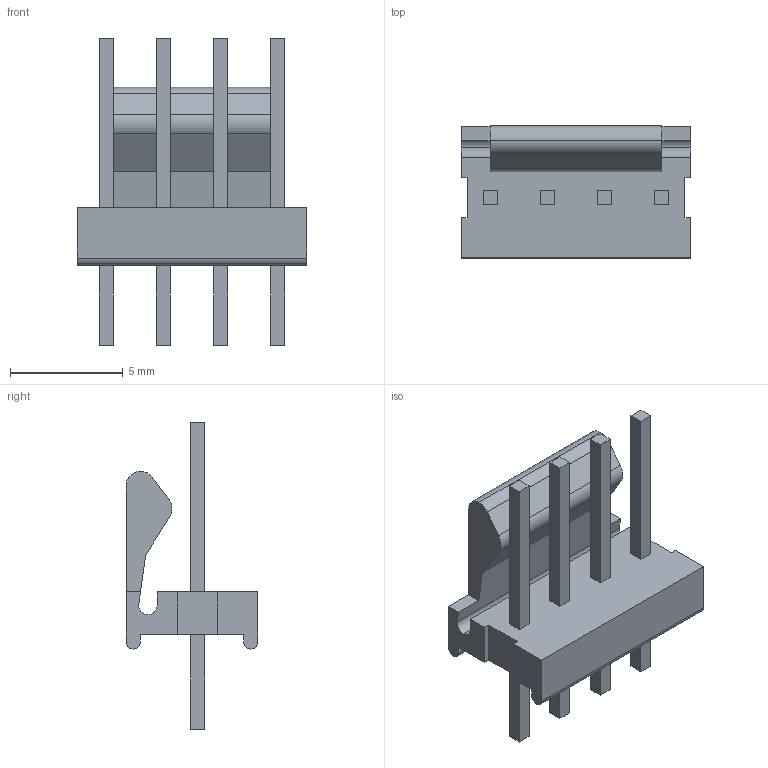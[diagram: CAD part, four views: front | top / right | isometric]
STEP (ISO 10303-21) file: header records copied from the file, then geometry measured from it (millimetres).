
FILE_DESCRIPTION(('STEP AP242'),'1');
FILE_NAME('3-641215-4.stp','2022-08-02T18:08:46',('TraceParts'),('TraceParts S.A.'),'Spatial InterOp 3D',' ',' ');
FILE_SCHEMA(('AP242_MANAGED_MODEL_BASED_3D_ENGINEERING_MIM_LF {1 0 10303 442 1 1 4}'));
Length unit declared in the file: millimetre
Products named in the file (1): 3-641215-4
Bounding box: 10.16 x 5.84 x 13.59 mm (x, y, z)
Volume: 181.2 mm3; surface area: 434.6 mm2
Topology: 1 solids, 1 shells, 73 faces, 189 edges, 126 vertices
Faces by surface type: plane 64, cylinder 9
Entity records: 2216 total; most frequent: CARTESIAN_POINT 389, ORIENTED_EDGE 378, DIRECTION 355, EDGE_CURVE 189, LINE 171, VECTOR 171, VERTEX_POINT 126, AXIS2_PLACEMENT_3D 92
